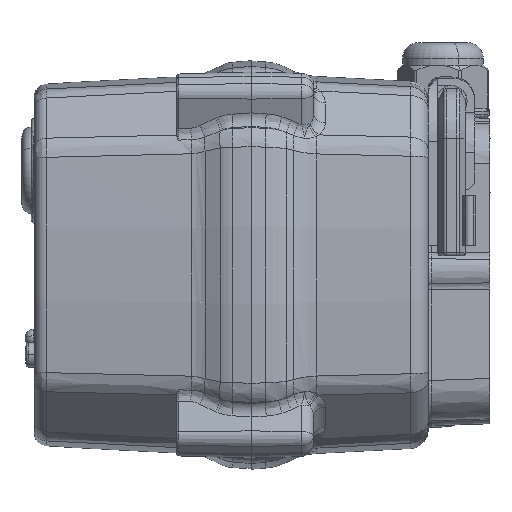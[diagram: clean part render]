
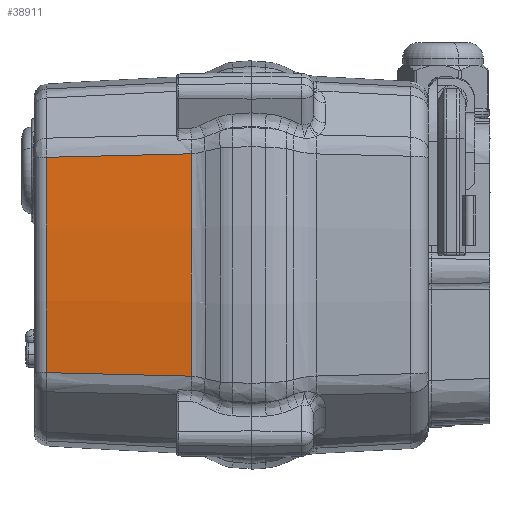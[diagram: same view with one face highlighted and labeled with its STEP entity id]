
A CAD part, left-side view. The second image highlights one B-rep face of the part: STEP entity #38911.
In plain terms, the highlighted conical face has half-angle 3 degrees and reference radius 200.5 mm.
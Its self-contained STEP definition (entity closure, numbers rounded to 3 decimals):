
#606 = AXIS2_PLACEMENT_3D ( 'NONE', #34937, #93159, #43280 ) ;
#4733 = CARTESIAN_POINT ( 'NONE',  ( 41.518, 12.986, -17.878 ) ) ;
#5505 = DIRECTION ( 'NONE',  ( 0., 0., 1. ) ) ;
#6343 = ORIENTED_EDGE ( 'NONE', *, *, #48890, .T. ) ;
#6720 = VERTEX_POINT ( 'NONE', #65578 ) ;
#7406 = CARTESIAN_POINT ( 'NONE',  ( 41.686, 9.658, 17.958 ) ) ;
#8817 = CARTESIAN_POINT ( 'NONE',  ( -157.5, 0., 0. ) ) ;
#15345 = CARTESIAN_POINT ( 'NONE',  ( 40.639, 30.408, 17.458 ) ) ;
#17121 = DIRECTION ( 'NONE',  ( 0., -1., 0. ) ) ;
#21735 = CARTESIAN_POINT ( 'NONE',  ( 41.182, 19.642, -17.718 ) ) ;
#22072 = VERTEX_POINT ( 'NONE', #27890 ) ;
#23781 = VERTEX_POINT ( 'NONE', #47066 ) ;
#27882 = AXIS2_PLACEMENT_3D ( 'NONE', #8817, #17121, #41774 ) ;
#27890 = CARTESIAN_POINT ( 'NONE',  ( 41.686, 9.658, -17.958 ) ) ;
#28287 = FACE_OUTER_BOUND ( 'NONE', #30593, .T. ) ;
#30057 = CARTESIAN_POINT ( 'NONE',  ( 40.729, 28.617, -17.501 ) ) ;
#30593 = EDGE_LOOP ( 'NONE', ( #6343, #94449, #84976, #51743 ) ) ;
#34937 = CARTESIAN_POINT ( 'NONE',  ( -157.5, 9.658, 0. ) ) ;
#37869 = CIRCLE ( 'NONE', #606, 199.994 ) ;
#38911 = ADVANCED_FACE ( 'NONE', ( #28287 ), #67336, .T. ) ;
#41774 = DIRECTION ( 'NONE',  ( 0., 0., -1. ) ) ;
#43280 = DIRECTION ( 'NONE',  ( 0., 0., -1. ) ) ;
#47066 = CARTESIAN_POINT ( 'NONE',  ( 40.503, 33.105, 17.393 ) ) ;
#48750 = CARTESIAN_POINT ( 'NONE',  ( 40.911, 25.016, 17.588 ) ) ;
#48890 = EDGE_CURVE ( 'NONE', #22072, #67617, #71645, .T. ) ;
#49589 = B_SPLINE_CURVE_WITH_KNOTS ( 'NONE', 3,
 ( #90195, #15345, #98552, #48750, #106921, #57095, #7406 ),
 .UNSPECIFIED., .F., .F.,
 ( 4, 3, 4 ),
 ( 0.002, 0.01, 0.025 ),
 .UNSPECIFIED. ) ;
#51743 = ORIENTED_EDGE ( 'NONE', *, *, #102617, .T. ) ;
#55211 = DIRECTION ( 'NONE',  ( 0., -1., 0. ) ) ;
#57095 = CARTESIAN_POINT ( 'NONE',  ( 41.428, 14.777, 17.835 ) ) ;
#57963 = EDGE_CURVE ( 'NONE', #23781, #6720, #49589, .T. ) ;
#65578 = CARTESIAN_POINT ( 'NONE',  ( 41.686, 9.658, 17.958 ) ) ;
#66188 = CARTESIAN_POINT ( 'NONE',  ( 40.503, 33.105, -17.393 ) ) ;
#67336 = CONICAL_SURFACE ( 'NONE', #27882, 200.5, 0.052 ) ;
#67617 = VERTEX_POINT ( 'NONE', #66188 ) ;
#71527 = CARTESIAN_POINT ( 'NONE',  ( 41.35, 16.314, -17.798 ) ) ;
#71645 = B_SPLINE_CURVE_WITH_KNOTS ( 'NONE', 3,
 ( #79580, #4733, #71527, #21735, #79935, #30057, #88303 ),
 .UNSPECIFIED., .F., .F.,
 ( 4, 3, 4 ),
 ( 0., 0.01, 0.023 ),
 .UNSPECIFIED. ) ;
#79580 = CARTESIAN_POINT ( 'NONE',  ( 41.686, 9.658, -17.958 ) ) ;
#79935 = CARTESIAN_POINT ( 'NONE',  ( 40.956, 24.13, -17.609 ) ) ;
#84976 = ORIENTED_EDGE ( 'NONE', *, *, #57963, .T. ) ;
#88303 = CARTESIAN_POINT ( 'NONE',  ( 40.503, 33.105, -17.393 ) ) ;
#90195 = CARTESIAN_POINT ( 'NONE',  ( 40.503, 33.105, 17.393 ) ) ;
#93159 = DIRECTION ( 'NONE',  ( 0., 1., 0. ) ) ;
#93536 = EDGE_CURVE ( 'NONE', #67617, #23781, #104426, .T. ) ;
#94449 = ORIENTED_EDGE ( 'NONE', *, *, #93536, .T. ) ;
#98552 = CARTESIAN_POINT ( 'NONE',  ( 40.775, 27.712, 17.523 ) ) ;
#98722 = AXIS2_PLACEMENT_3D ( 'NONE', #105049, #55211, #5505 ) ;
#102617 = EDGE_CURVE ( 'NONE', #6720, #22072, #37869, .T. ) ;
#104426 = CIRCLE ( 'NONE', #98722, 198.765 ) ;
#105049 = CARTESIAN_POINT ( 'NONE',  ( -157.5, 33.105, 0. ) ) ;
#106921 = CARTESIAN_POINT ( 'NONE',  ( 41.169, 19.896, 17.711 ) ) ;
